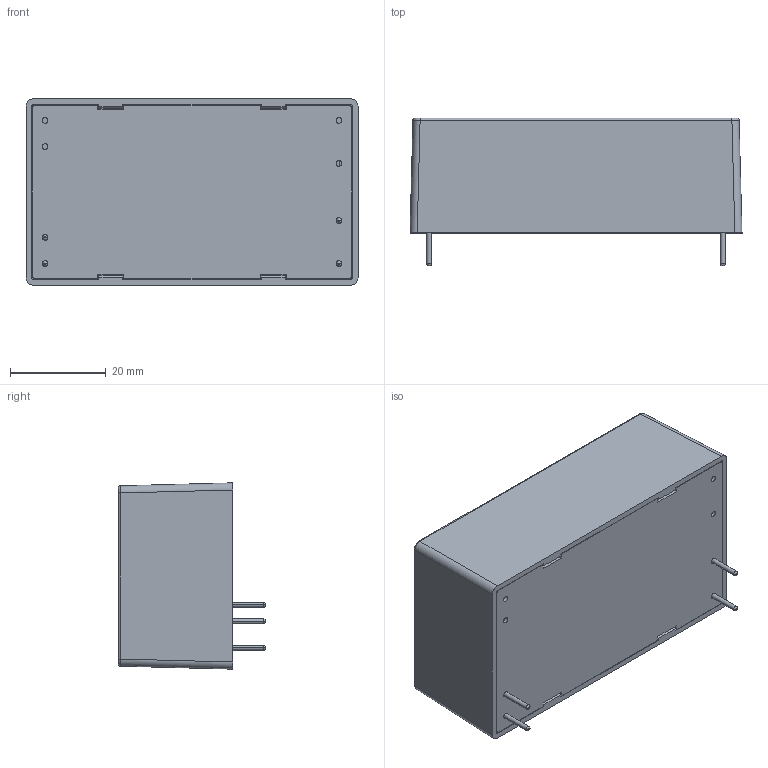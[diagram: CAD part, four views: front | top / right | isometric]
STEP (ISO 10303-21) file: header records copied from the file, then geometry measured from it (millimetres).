
FILE_DESCRIPTION((''),'2;1');
FILE_NAME('0_08W_ASM','2021-02-22T',('eng608'),(''),'PRO/ENGINEER BY PARAMETRIC TECHNOLOGY CORPORATION, 2014000','PRO/ENGINEER BY PARAMETRIC TECHNOLOGY CORPORATION, 2014000','');
FILE_SCHEMA(('CONFIG_CONTROL_DESIGN'));
Length unit declared in the file: millimetre
Products named in the file (8): TOP_HOUSING; BOTTOM_HOUSING; XZT; 16010014_AF0; 16010014_AF1; 16010014_AF2; 16010014_AF3; 0_08W_ASM
Assembly tree (7 placements, depth 2):
  0_08W_ASM
    TOP_HOUSING
    BOTTOM_HOUSING
    XZT
    16010014_AF0
    16010014_AF1
    16010014_AF2
    16010014_AF3
Bounding box: 69.5 x 30.9 x 39 mm (x, y, z)
Volume: 13656.7 mm3; surface area: 25272.6 mm2
Topology: 7 solids, 7 shells, 308 faces, 766 edges, 490 vertices
Faces by surface type: plane 170, cylinder 93, bspline 20, cone 16, torus 5, sphere 4
Entity records: 12590 total; most frequent: CARTESIAN_POINT 2289, DIRECTION 1583, ORIENTED_EDGE 1532, EDGE_CURVE 766, PRESENTATION_STYLE_ASSIGNMENT 755, STYLED_ITEM 755, CURVE_STYLE 662, AXIS2_PLACEMENT_3D 530
